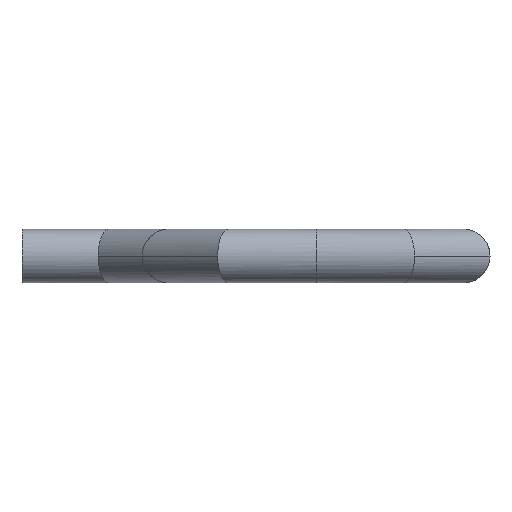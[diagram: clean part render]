
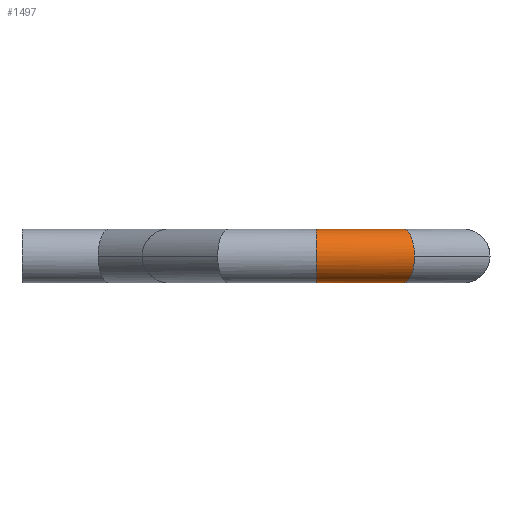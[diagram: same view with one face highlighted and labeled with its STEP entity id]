
A CAD part, front view. The second image highlights one B-rep face of the part: STEP entity #1497.
In plain terms, the highlighted cylindrical face has radius 44.958 mm (diameter 89.916 mm), a partial arc.
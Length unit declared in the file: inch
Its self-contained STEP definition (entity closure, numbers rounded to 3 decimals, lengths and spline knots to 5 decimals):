
#139 = EDGE_CURVE ( 'NONE', #931, #2079, #421, .T. ) ;
#228 = ORIENTED_EDGE ( 'NONE', *, *, #139, .F. ) ;
#324 = AXIS2_PLACEMENT_3D ( 'NONE', #2089, #2372, #2130 ) ;
#335 = ORIENTED_EDGE ( 'NONE', *, *, #736, .F. ) ;
#421 =( BOUNDED_CURVE ( )  B_SPLINE_CURVE ( 3, ( #1218, #2103, #2426, #1084 ),
 .UNSPECIFIED., .F., .T. ) 
 B_SPLINE_CURVE_WITH_KNOTS ( ( 4, 4 ),
 ( 1.5708, 3.14159 ),
 .UNSPECIFIED. ) 
 CURVE ( )  GEOMETRIC_REPRESENTATION_ITEM ( )  RATIONAL_B_SPLINE_CURVE ( ( 1., 0.805, 0.805, 1. ) ) 
 REPRESENTATION_ITEM ( '' )  );
#617 = CARTESIAN_POINT ( 'NONE',  ( 19.375, -19.375, 1.77 ) ) ;
#736 = EDGE_CURVE ( 'NONE', #2079, #2559, #3550, .T. ) ;
#931 = VERTEX_POINT ( 'NONE', #3308 ) ;
#996 = VERTEX_POINT ( 'NONE', #617 ) ;
#1003 = CARTESIAN_POINT ( 'NONE',  ( 25.85816, -21.145, 0. ) ) ;
#1037 = EDGE_CURVE ( 'NONE', #2559, #2991, #1525, .T. ) ;
#1084 = CARTESIAN_POINT ( 'NONE',  ( 25.85816, -21.145, 0. ) ) ;
#1211 = CIRCLE ( 'NONE', #3567, 1.77 ) ;
#1218 = CARTESIAN_POINT ( 'NONE',  ( 25.125, -19.375, 1.77 ) ) ;
#1279 = VECTOR ( 'NONE', #1778, 39.37008 ) ;
#1411 = CARTESIAN_POINT ( 'NONE',  ( 19.375, -19.375, -1.77 ) ) ;
#1497 = ADVANCED_FACE ( 'NONE', ( #2816 ), #2102, .T. ) ;
#1525 = LINE ( 'NONE', #2913, #1566 ) ;
#1566 = VECTOR ( 'NONE', #3025, 39.37008 ) ;
#1708 = EDGE_CURVE ( 'NONE', #931, #996, #1998, .T. ) ;
#1746 = ORIENTED_EDGE ( 'NONE', *, *, #1708, .T. ) ;
#1766 = DIRECTION ( 'NONE',  ( 0., 0., -1. ) ) ;
#1778 = DIRECTION ( 'NONE',  ( -1., 0., 0. ) ) ;
#1998 = LINE ( 'NONE', #2015, #1279 ) ;
#2015 = CARTESIAN_POINT ( 'NONE',  ( 30.13132, -19.375, 1.77 ) ) ;
#2034 = DIRECTION ( 'NONE',  ( 1., 0., 0. ) ) ;
#2058 = CARTESIAN_POINT ( 'NONE',  ( 19.375, -19.375, 0. ) ) ;
#2079 = VERTEX_POINT ( 'NONE', #1003 ) ;
#2089 = CARTESIAN_POINT ( 'NONE',  ( 30.13132, -19.375, 0. ) ) ;
#2102 = CYLINDRICAL_SURFACE ( 'NONE', #324, 1.77 ) ;
#2103 = CARTESIAN_POINT ( 'NONE',  ( 25.55447, -20.41184, 1.77 ) ) ;
#2130 = DIRECTION ( 'NONE',  ( 0., 0., 1. ) ) ;
#2156 = EDGE_CURVE ( 'NONE', #996, #2991, #1211, .T. ) ;
#2189 = EDGE_LOOP ( 'NONE', ( #3028, #335, #228, #1746, #3724 ) ) ;
#2372 = DIRECTION ( 'NONE',  ( -1., 0., 0. ) ) ;
#2426 = CARTESIAN_POINT ( 'NONE',  ( 25.85816, -21.145, 1.03684 ) ) ;
#2559 = VERTEX_POINT ( 'NONE', #3269 ) ;
#2816 = FACE_OUTER_BOUND ( 'NONE', #2189, .T. ) ;
#2913 = CARTESIAN_POINT ( 'NONE',  ( 30.13132, -19.375, -1.77 ) ) ;
#2991 = VERTEX_POINT ( 'NONE', #1411 ) ;
#3025 = DIRECTION ( 'NONE',  ( -1., 0., 0. ) ) ;
#3028 = ORIENTED_EDGE ( 'NONE', *, *, #1037, .F. ) ;
#3174 = CARTESIAN_POINT ( 'NONE',  ( 25.125, -19.375, -1.77 ) ) ;
#3208 = CARTESIAN_POINT ( 'NONE',  ( 25.85816, -21.145, 0. ) ) ;
#3218 = CARTESIAN_POINT ( 'NONE',  ( 25.85816, -21.145, -1.03684 ) ) ;
#3233 = CARTESIAN_POINT ( 'NONE',  ( 25.55447, -20.41184, -1.77 ) ) ;
#3269 = CARTESIAN_POINT ( 'NONE',  ( 25.125, -19.375, -1.77 ) ) ;
#3308 = CARTESIAN_POINT ( 'NONE',  ( 25.125, -19.375, 1.77 ) ) ;
#3550 =( BOUNDED_CURVE ( )  B_SPLINE_CURVE ( 3, ( #3208, #3218, #3233, #3174 ),
 .UNSPECIFIED., .F., .F. ) 
 B_SPLINE_CURVE_WITH_KNOTS ( ( 4, 4 ),
 ( 3.14159, 4.71239 ),
 .UNSPECIFIED. ) 
 CURVE ( )  GEOMETRIC_REPRESENTATION_ITEM ( )  RATIONAL_B_SPLINE_CURVE ( ( 1., 0.805, 0.805, 1. ) ) 
 REPRESENTATION_ITEM ( '' )  );
#3567 = AXIS2_PLACEMENT_3D ( 'NONE', #2058, #2034, #1766 ) ;
#3724 = ORIENTED_EDGE ( 'NONE', *, *, #2156, .T. ) ;
